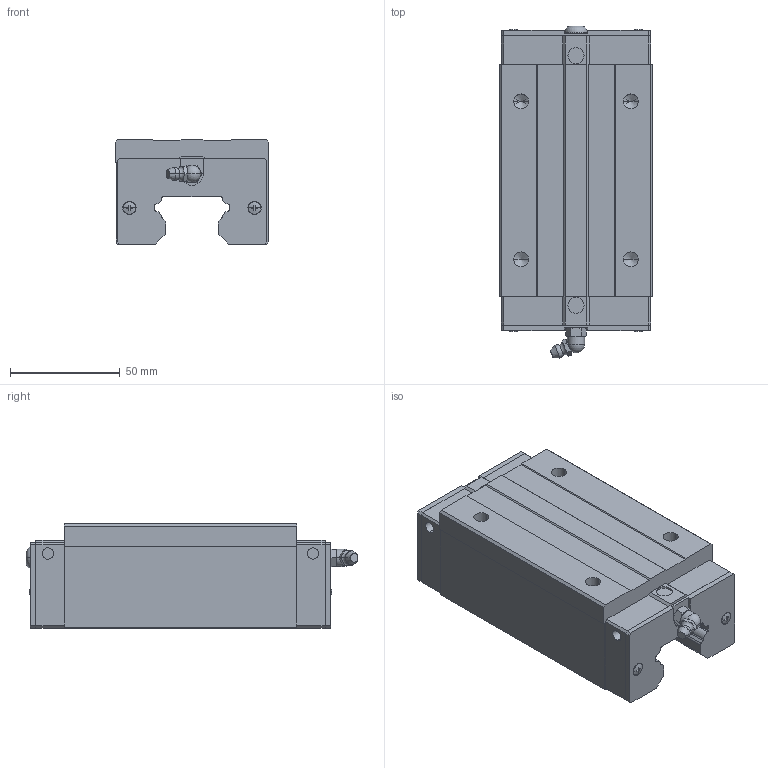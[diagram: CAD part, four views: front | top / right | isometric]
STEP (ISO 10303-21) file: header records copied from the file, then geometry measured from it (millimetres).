
FILE_DESCRIPTION(('STEP AP214'),'1');
FILE_NAME('cctmp_A141BCDC-1494-44B4-963C-8DEDEBFA514A_2020_5_26_14_40_9_185..stp','2020-05-26T12:40:09',('HIWIN GmbH'),('CADClick - www.CADClick.com'),'Spatial InterOp 3D',' ','unknown authorization');
FILE_SCHEMA(('AUTOMOTIVE_DESIGN'));
Length unit declared in the file: millimetre
Products named in the file (1): QHH35HAZ0H_FILE
Bounding box: 70 x 151.31 x 47.5 mm (x, y, z)
Volume: 344613.4 mm3; surface area: 45951 mm2
Topology: 1 solids, 4 shells, 348 faces, 914 edges, 586 vertices
Faces by surface type: plane 198, cylinder 84, cone 46, torus 18, sphere 2
Entity records: 13770 total; most frequent: CARTESIAN_POINT 2535, ORIENTED_EDGE 1808, DIRECTION 1714, EDGE_CURVE 904, VERTEX_POINT 586, AXIS2_PLACEMENT_3D 577, LINE 560, VECTOR 560
